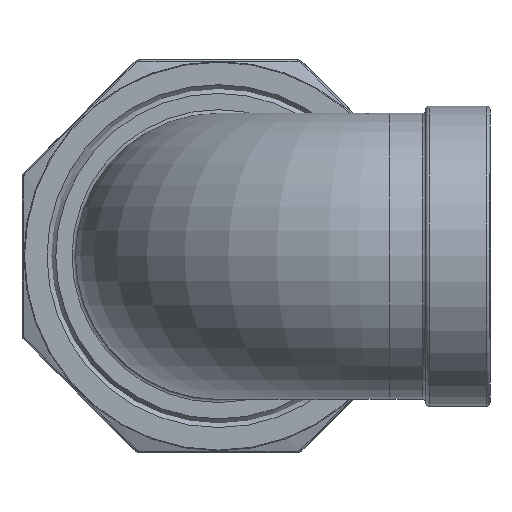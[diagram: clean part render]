
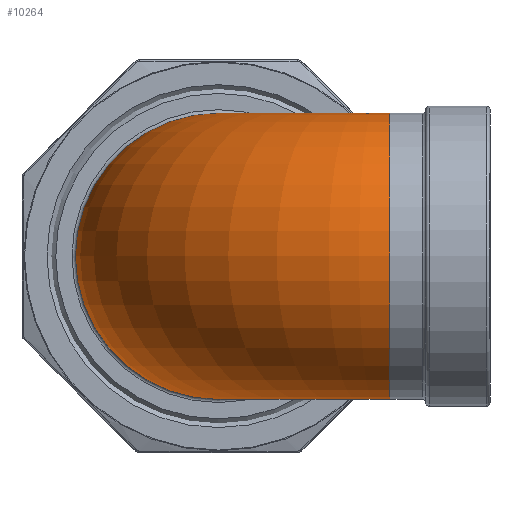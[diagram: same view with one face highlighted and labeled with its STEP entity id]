
A CAD part, left-side view. The second image highlights one B-rep face of the part: STEP entity #10264.
In plain terms, the highlighted toroidal (fillet/blend) face has major radius 24 mm and minor radius 20 mm.
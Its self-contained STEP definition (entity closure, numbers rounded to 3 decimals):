
#239 = DIRECTION ( 'NONE',  ( 0., 0., 1. ) ) ;
#389 = CIRCLE ( 'NONE', #5413, 20. ) ;
#2619 = CARTESIAN_POINT ( 'NONE',  ( -43.5, -24., 0. ) ) ;
#2733 = CARTESIAN_POINT ( 'NONE',  ( -19.5, -20., 0. ) ) ;
#2810 = TOROIDAL_SURFACE ( 'NONE', #11081, 24., 20. ) ;
#2836 = VERTEX_POINT ( 'NONE', #2733 ) ;
#3543 = ORIENTED_EDGE ( 'NONE', *, *, #18215, .T. ) ;
#5378 = DIRECTION ( 'NONE',  ( 1., 0., 0. ) ) ;
#5413 = AXIS2_PLACEMENT_3D ( 'NONE', #2619, #8662, #5378 ) ;
#6142 = FACE_OUTER_BOUND ( 'NONE', #12734, .T. ) ;
#6240 = DIRECTION ( 'NONE',  ( 1., 0., 0. ) ) ;
#8022 = CARTESIAN_POINT ( 'NONE',  ( -19.5, -24., 0. ) ) ;
#8662 = DIRECTION ( 'NONE',  ( 0., -1., 0. ) ) ;
#8969 = ORIENTED_EDGE ( 'NONE', *, *, #12376, .F. ) ;
#9645 = FACE_OUTER_BOUND ( 'NONE', #10115, .T. ) ;
#10115 = EDGE_LOOP ( 'NONE', ( #3543 ) ) ;
#10264 = ADVANCED_FACE ( 'NONE', ( #6142, #9645 ), #2810, .T. ) ;
#10748 = DIRECTION ( 'NONE',  ( -1., 0., 0. ) ) ;
#11081 = AXIS2_PLACEMENT_3D ( 'NONE', #8022, #239, #6240 ) ;
#12376 = EDGE_CURVE ( 'NONE', #18970, #18970, #389, .T. ) ;
#12734 = EDGE_LOOP ( 'NONE', ( #8969 ) ) ;
#13310 = CIRCLE ( 'NONE', #17796, 20. ) ;
#14368 = CARTESIAN_POINT ( 'NONE',  ( -23.5, -24., 0. ) ) ;
#17028 = DIRECTION ( 'NONE',  ( 0., -1., 0. ) ) ;
#17234 = CARTESIAN_POINT ( 'NONE',  ( -19.5, 0., 0. ) ) ;
#17796 = AXIS2_PLACEMENT_3D ( 'NONE', #17234, #10748, #17028 ) ;
#18215 = EDGE_CURVE ( 'NONE', #2836, #2836, #13310, .T. ) ;
#18970 = VERTEX_POINT ( 'NONE', #14368 ) ;
